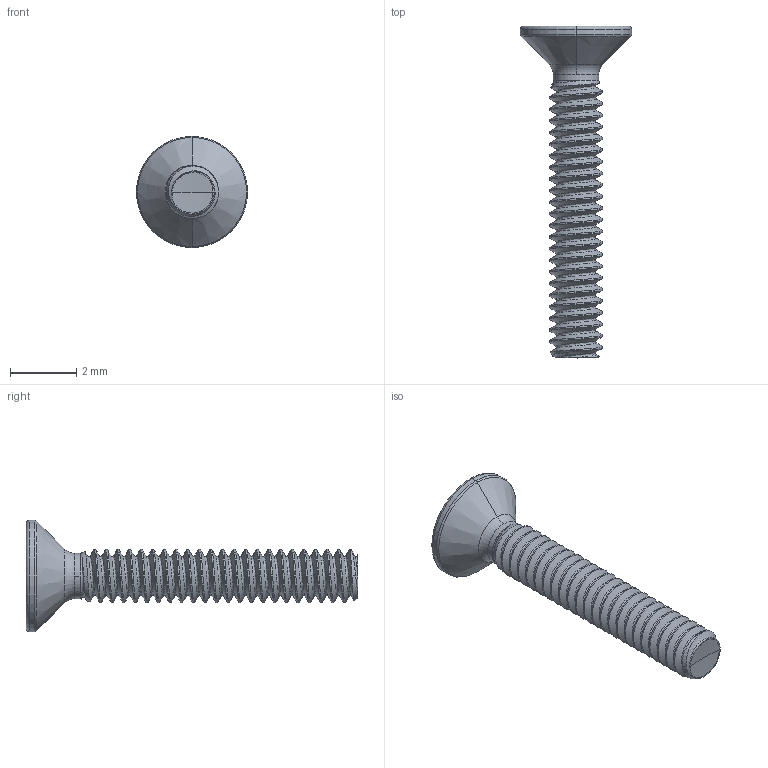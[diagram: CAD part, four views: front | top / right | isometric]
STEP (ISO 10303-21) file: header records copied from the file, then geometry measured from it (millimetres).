
FILE_DESCRIPTION (( 'STEP AP203' ), '1' );
FILE_NAME ('STM410160100.STEP', '2020-12-18T16:44:49', ( '' ), ( '' ), 'SwSTEP 2.0', 'SolidWorks 2015', '' );
FILE_SCHEMA (( 'CONFIG_CONTROL_DESIGN' ));
Length unit declared in the file: millimetre
Products named in the file (2): STM410160100
Bounding box: 3.35 x 10 x 3.35 mm (x, y, z)
Volume: 19.3 mm3; surface area: 88.3 mm2
Topology: 1 solids, 1 shells, 115 faces, 308 edges, 194 vertices
Faces by surface type: cylinder 69, bspline 18, cone 13, torus 11, sphere 2, plane 2
Entity records: 20053 total; most frequent: CARTESIAN_POINT 17504, ORIENTED_EDGE 612, DIRECTION 388, EDGE_CURVE 306, VERTEX_POINT 194, AXIS2_PLACEMENT_3D 154, EDGE_LOOP 116, ADVANCED_FACE 115
